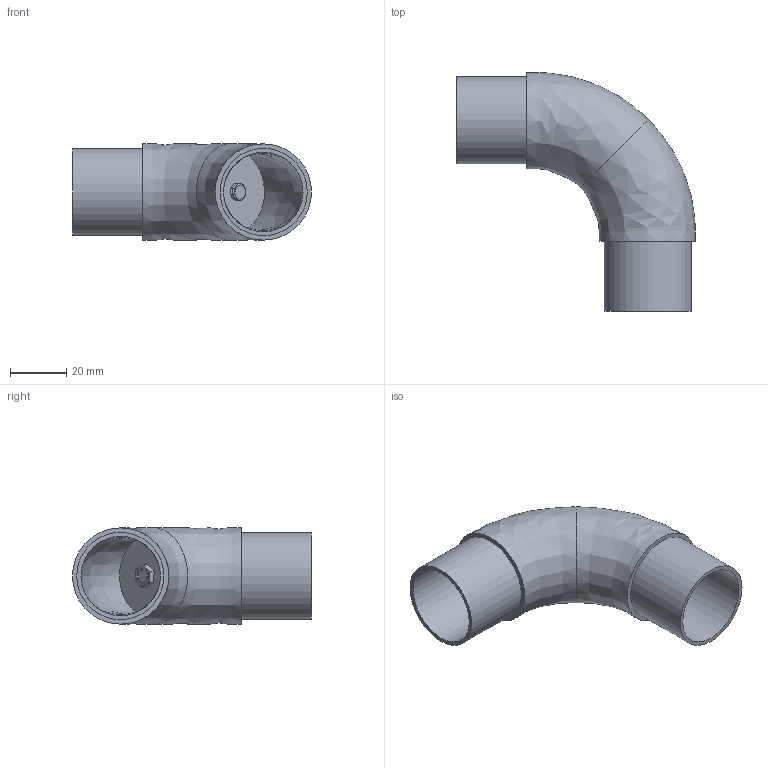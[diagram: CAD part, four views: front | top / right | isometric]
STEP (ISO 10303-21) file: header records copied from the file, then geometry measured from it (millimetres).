
FILE_DESCRIPTION(/* description */ (''),/* implementation_level */ '2;1');
FILE_NAME(/* name */ 'Bogen_flexibel_X37.stp',/* time_stamp */ '2017-05-10T21:56:37+02:00',/* author */ (''),/* organization */ (''),/* preprocessor_version */ 'ST-DEVELOPER v16',/* originating_system */ 'SIEMENS PLM Software NX 11.0',/* authorisation */ '');
FILE_SCHEMA (('AUTOMOTIVE_DESIGN { 1 0 10303 214 3 1 1 1 }'));
Length unit declared in the file: millimetre
Products named in the file (1): Goge11D89DEEr53u
Bounding box: 85 x 85 x 34.25 mm (x, y, z)
Volume: 30507.2 mm3; surface area: 24327.1 mm2
Topology: 1 solids, 1 shells, 57 faces, 125 edges, 72 vertices
Faces by surface type: plane 25, cylinder 19, bspline 13
Full cylindrical faces by diameter (mm): 6 x1, 28.269 x2, 31 x2
Entity records: 7703 total; most frequent: CARTESIAN_POINT 6205, DIRECTION 219, ORIENTED_EDGE 214, EDGE_CURVE 107, AXIS2_PLACEMENT_3D 85, EDGE_LOOP 74, VERTEX_POINT 69, ADVANCED_FACE 57
